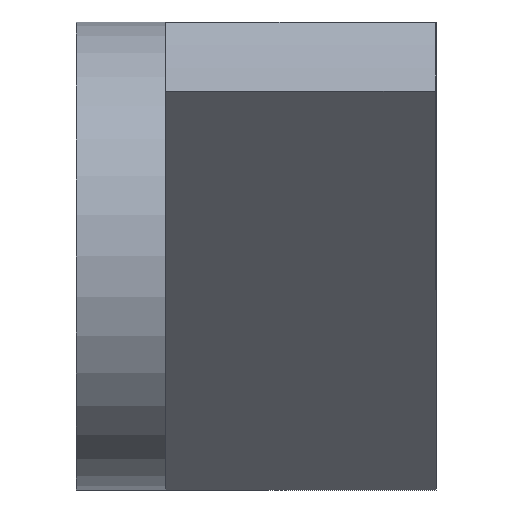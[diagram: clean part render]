
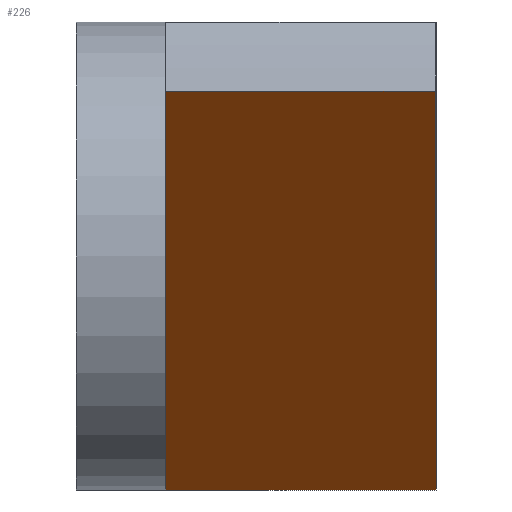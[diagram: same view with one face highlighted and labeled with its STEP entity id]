
A CAD part, left-side view. The second image highlights one B-rep face of the part: STEP entity #226.
In plain terms, the highlighted planar face has unit normal (-0.707, 0, -0.707).
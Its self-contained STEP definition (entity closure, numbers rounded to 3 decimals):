
#59=VECTOR('',#253,1.);
#66=VECTOR('',#275,1.);
#67=VECTOR('',#279,1.);
#68=VECTOR('',#280,1.);
#75=LINE('',#307,#59);
#82=LINE('',#334,#66);
#83=LINE('',#338,#67);
#84=LINE('',#339,#68);
#93=VERTEX_POINT('',#306);
#94=VERTEX_POINT('',#308);
#104=VERTEX_POINT('',#333);
#105=VERTEX_POINT('',#335);
#119=EDGE_CURVE('',#94,#93,#75,.T.);
#132=EDGE_CURVE('',#104,#105,#82,.T.);
#134=EDGE_CURVE('',#105,#93,#83,.T.);
#135=EDGE_CURVE('',#104,#94,#84,.T.);
#159=ORIENTED_EDGE('',*,*,#119,.T.);
#160=ORIENTED_EDGE('',*,*,#134,.F.);
#161=ORIENTED_EDGE('',*,*,#132,.F.);
#162=ORIENTED_EDGE('',*,*,#135,.T.);
#196=EDGE_LOOP('',(#159,#160,#161,#162));
#212=FACE_BOUND('',#196,.T.);
#226=ADVANCED_FACE('',(#212),#238,.F.);
#238=PLANE('',#365);
#253=DIRECTION('',(-0.707,0.,0.707));
#275=DIRECTION('',(-0.707,0.,0.707));
#278=DIRECTION('',(0.707,0.,0.707));
#279=DIRECTION('',(0.,-1.,0.));
#280=DIRECTION('',(0.,-1.,0.));
#306=CARTESIAN_POINT('',(-6.497,0.,1.83));
#307=CARTESIAN_POINT('',(-2.067,0.,-2.6));
#308=CARTESIAN_POINT('',(-2.067,0.,-2.6));
#333=CARTESIAN_POINT('',(-2.067,3.,-2.6));
#334=CARTESIAN_POINT('',(-2.067,3.,-2.6));
#335=CARTESIAN_POINT('',(-6.497,3.,1.83));
#337=CARTESIAN_POINT('',(-2.067,3.,-2.6));
#338=CARTESIAN_POINT('',(-6.497,3.,1.83));
#339=CARTESIAN_POINT('',(-2.067,3.,-2.6));
#365=AXIS2_PLACEMENT_3D('',#337,#278,$);
